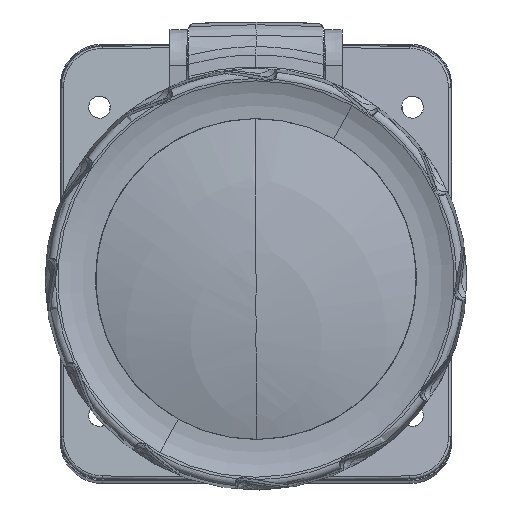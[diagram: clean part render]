
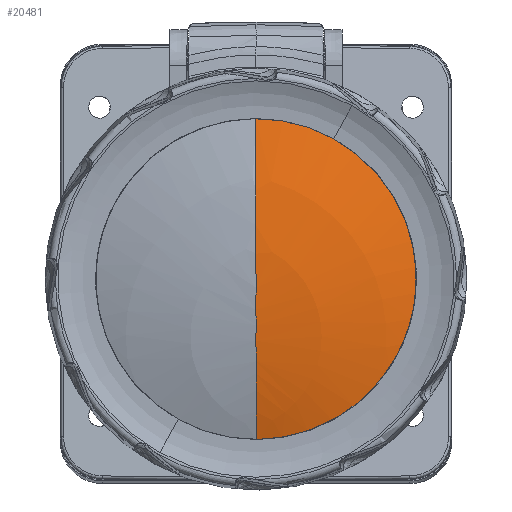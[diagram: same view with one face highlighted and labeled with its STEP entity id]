
A CAD part, front view. The second image highlights one B-rep face of the part: STEP entity #20481.
In plain terms, the highlighted spherical face has radius 108.313 mm.
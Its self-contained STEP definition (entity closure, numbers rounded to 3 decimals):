
#3211=CARTESIAN_POINT('',(0.,-9.821,0.));
#3212=DIRECTION('',(0.,-1.,0.));
#3213=DIRECTION('',(0.,0.,-1.));
#3214=AXIS2_PLACEMENT_3D('',#3211,#3212,#3213);
#3221=CARTESIAN_POINT('',(0.,-9.821,
30.75));
#3222=CARTESIAN_POINT('',(0.,-10.313,
29.088));
#3223=CARTESIAN_POINT('',(0.,-11.165,
25.92));
#3224=CARTESIAN_POINT('',(0.,-12.107,
21.705));
#3225=CARTESIAN_POINT('',(0.,-12.806,
17.92));
#3226=CARTESIAN_POINT('',(0.,-13.316,
14.522));
#3227=CARTESIAN_POINT('',(0.,-13.683,
11.462));
#3228=CARTESIAN_POINT('',(0.,-13.939,
8.701));
#3229=CARTESIAN_POINT('',(0.,-14.109,
6.202));
#3230=CARTESIAN_POINT('',(0.,-14.213,
3.946));
#3231=CARTESIAN_POINT('',(0.,-14.267,
1.922));
#3232=CARTESIAN_POINT('',(0.,-14.282,
0.115));
#3233=CARTESIAN_POINT('',(0.,-14.271,
-1.488));
#3234=CARTESIAN_POINT('',(0.,-14.242,
-2.9));
#3235=CARTESIAN_POINT('',(0.,-14.201,
-4.137));
#3236=CARTESIAN_POINT('',(0.,-14.154,
-5.21));
#3237=CARTESIAN_POINT('',(0.,-14.104,
-6.156));
#3238=CARTESIAN_POINT('',(0.,-14.051,
-7.028));
#3239=CARTESIAN_POINT('',(0.,-13.994,
-7.857));
#3240=CARTESIAN_POINT('',(0.,-13.931,
-8.671));
#3241=CARTESIAN_POINT('',(0.,-13.863,
-9.486));
#3242=CARTESIAN_POINT('',(0.,-13.787,
-10.312));
#3243=CARTESIAN_POINT('',(0.,-13.704,
-11.148));
#3244=CARTESIAN_POINT('',(0.,-13.614,
-11.983));
#3245=CARTESIAN_POINT('',(0.,-13.519,
-12.807));
#3246=CARTESIAN_POINT('',(0.,-13.419,
-13.618));
#3247=CARTESIAN_POINT('',(0.,-13.314,
-14.427));
#3248=CARTESIAN_POINT('',(0.,-13.2,
-15.252));
#3249=CARTESIAN_POINT('',(0.,-13.073,
-16.119));
#3250=CARTESIAN_POINT('',(0.,-12.928,
-17.06));
#3251=CARTESIAN_POINT('',(0.,-12.752,
-18.128));
#3252=CARTESIAN_POINT('',(0.,-12.538,
-19.353));
#3253=CARTESIAN_POINT('',(0.,-12.276,
-20.748));
#3254=CARTESIAN_POINT('',(0.,-11.956,
-22.327));
#3255=CARTESIAN_POINT('',(0.,-11.568,
-24.103));
#3256=CARTESIAN_POINT('',(0.,-11.097,
-26.086));
#3257=CARTESIAN_POINT('',(-0.001,-10.529,
-28.283));
#3258=CARTESIAN_POINT('',(0.001,-10.072,
-29.904));
#3259=CARTESIAN_POINT('',(0.,-9.821,
-30.75));
#3279=CARTESIAN_POINT('',(0.,-9.821,0.));
#3280=DIRECTION('',(0.,-1.,0.));
#3281=DIRECTION('',(0.485,0.,0.875));
#3282=AXIS2_PLACEMENT_3D('',#3279,#3280,#3281);
#15120=CARTESIAN_POINT('',(0.,-9.821,30.75));
#15122=VERTEX_POINT('',#15120);
#15124=CARTESIAN_POINT('',(14.908,-9.821,
26.895));
#15125=VERTEX_POINT('',#15124);
#15126=CARTESIAN_POINT('',(0.,-9.821,-30.75));
#15127=VERTEX_POINT('',#15126);
#20471=CARTESIAN_POINT('',(0.,94.035,0.));
#20472=DIRECTION('',(0.056,0.993,0.103));
#20473=DIRECTION('',(-0.476,0.117,-0.872));
#20474=AXIS2_PLACEMENT_3D('',#20471,#20472,#20473);
#20475=SPHERICAL_SURFACE('',#20474,108.313);
#20476=ORIENTED_EDGE('',*,*,#20466,.F.);
#20477=ORIENTED_EDGE('',*,*,#20434,.F.);
#20478=ORIENTED_EDGE('',*,*,#20451,.F.);
#20479=EDGE_LOOP('',(#20476,#20477,#20478));
#20480=FACE_OUTER_BOUND('',#20479,.F.);
#20481=ADVANCED_FACE('',(#20480),#20475,.T.);
#3215=CIRCLE('',#3214,30.75);
#3260=B_SPLINE_CURVE_WITH_KNOTS('',3,(#3221,#3222,#3223,#3224,#3225,#3226,#3227,
#3228,#3229,#3230,#3231,#3232,#3233,#3234,#3235,#3236,#3237,#3238,#3239,#3240,
#3241,#3242,#3243,#3244,#3245,#3246,#3247,#3248,#3249,#3250,#3251,#3252,#3253,
#3254,#3255,#3256,#3257,#3258,#3259),.UNSPECIFIED.,.F.,.F.,(4,1,1,1,1,1,1,1,1,1,
1,1,1,1,1,1,1,1,1,1,1,1,1,1,1,1,1,1,1,1,1,1,1,1,1,1,4),(0.,0.028,
0.056,0.083,0.111,0.139,
0.167,0.194,0.222,0.25,0.278,
0.306,0.333,0.361,0.389,
0.417,0.444,0.472,0.5,0.528,
0.556,0.583,0.611,0.639,
0.667,0.694,0.722,0.75,0.778,
0.806,0.833,0.861,0.889,
0.917,0.944,0.972,1.),.UNSPECIFIED.);
#3283=CIRCLE('',#3282,30.75);
#20434=EDGE_CURVE('',#15127,#15125,#3215,.T.);
#20451=EDGE_CURVE('',#15122,#15127,#3260,.T.);
#20466=EDGE_CURVE('',#15125,#15122,#3283,.T.);
